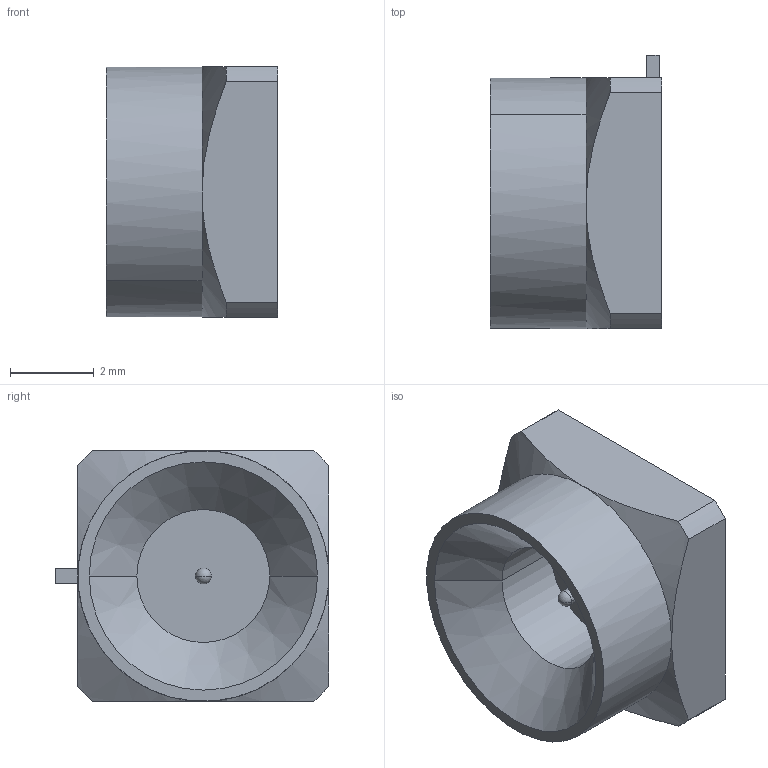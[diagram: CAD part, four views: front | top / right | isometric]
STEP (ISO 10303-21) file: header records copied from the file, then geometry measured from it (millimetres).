
FILE_DESCRIPTION((''),'2;1');
FILE_NAME('SMP-MSCM-PCS-11_SW0001','2020-04-30T',('Lokesh'),(''),'CREO PARAMETRIC BY PTC INC, 2018360','CREO PARAMETRIC BY PTC INC, 2018360','');
FILE_SCHEMA(('CONFIG_CONTROL_DESIGN'));
Length unit declared in the file: millimetre
Products named in the file (1): SMP-MSCM-PCS-11_SW0001
Bounding box: 4.1 x 6.54 x 6 mm (x, y, z)
Volume: 96.8 mm3; surface area: 179.3 mm2
Topology: 1 solids, 1 shells, 34 faces, 82 edges, 51 vertices
Faces by surface type: plane 15, cylinder 11, cone 6, sphere 2
Entity records: 1068 total; most frequent: CARTESIAN_POINT 233, DIRECTION 170, ORIENTED_EDGE 160, EDGE_CURVE 80, AXIS2_PLACEMENT_3D 64, VERTEX_POINT 51, VECTOR 42, LINE 42
